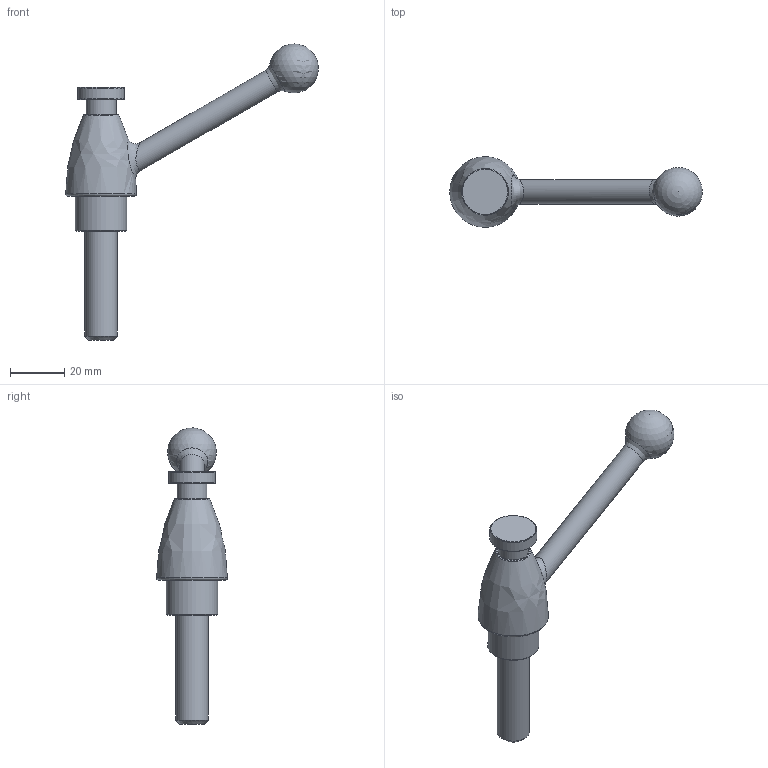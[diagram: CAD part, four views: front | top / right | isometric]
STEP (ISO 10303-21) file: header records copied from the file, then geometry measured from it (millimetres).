
FILE_DESCRIPTION( ( 'Unknown' ), '1' );
FILE_NAME( '7743195_WZ82_P_M12x40.stp', 'Unknown', ( 'Unknown' ), ( 'Unknown' ), 'PSStep 14.0', 'Unknown', ' ' );
FILE_SCHEMA( ( 'AUTOMOTIVE_DESIGN { 1 0 10303 214 1 1 1 1 }' ) );
Length unit declared in the file: millimetre
Products named in the file (1): 1
Bounding box: 92.92 x 26 x 109 mm (x, y, z)
Volume: 28212.2 mm3; surface area: 8384.9 mm2
Topology: 1 solids, 1 shells, 28 faces, 53 edges, 34 vertices
Faces by surface type: plane 9, cylinder 8, cone 4, torus 3, bspline 3, sphere 1
Full cylindrical faces by diameter (mm): 9 x1, 11 x1, 11.2 x1, 12 x1, 17 x2, 17.2 x1, 19 x1
Entity records: 3138 total; most frequent: CARTESIAN_POINT 2451, DIRECTION 98, EDGE_LOOP 54, ORIENTED_EDGE 54, AXIS2_PLACEMENT_3D 49, FACE_OUTER_BOUND 41, STYLED_ITEM 28, PRESENTATION_STYLE_ASSIGNMENT 28
